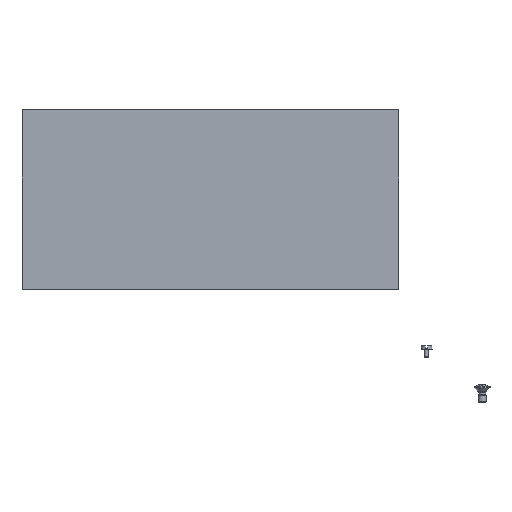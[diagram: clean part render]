
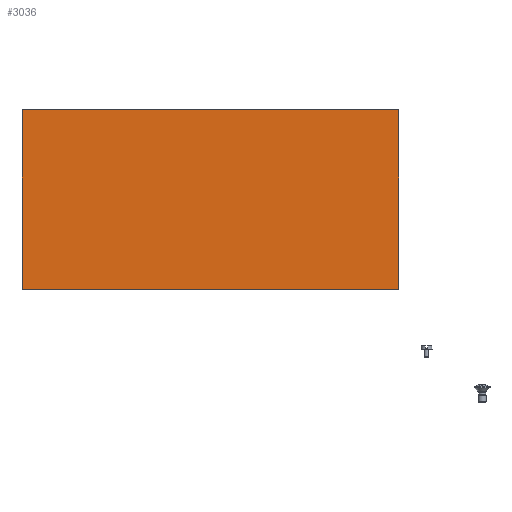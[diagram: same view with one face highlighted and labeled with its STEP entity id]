
A CAD part, left-side view. The second image highlights one B-rep face of the part: STEP entity #3036.
In plain terms, the highlighted planar face has unit normal (-1, 0, 0).
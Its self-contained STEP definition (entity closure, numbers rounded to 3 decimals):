
#125=PLANE('',#3278);
#275=FACE_OUTER_BOUND('',#444,.T.);
#444=EDGE_LOOP('',(#2372,#2373,#2374,#2375));
#667=LINE('',#4609,#1025);
#668=LINE('',#4611,#1026);
#669=LINE('',#4613,#1027);
#670=LINE('',#4614,#1028);
#1025=VECTOR('',#3744,10.);
#1026=VECTOR('',#3745,10.);
#1027=VECTOR('',#3746,10.);
#1028=VECTOR('',#3747,10.);
#1459=VERTEX_POINT('',#4607);
#1460=VERTEX_POINT('',#4608);
#1461=VERTEX_POINT('',#4610);
#1462=VERTEX_POINT('',#4612);
#1800=EDGE_CURVE('',#1459,#1460,#667,.T.);
#1801=EDGE_CURVE('',#1461,#1460,#668,.T.);
#1802=EDGE_CURVE('',#1462,#1461,#669,.T.);
#1803=EDGE_CURVE('',#1459,#1462,#670,.T.);
#2372=ORIENTED_EDGE('',*,*,#1800,.T.);
#2373=ORIENTED_EDGE('',*,*,#1801,.F.);
#2374=ORIENTED_EDGE('',*,*,#1802,.F.);
#2375=ORIENTED_EDGE('',*,*,#1803,.F.);
#3036=ADVANCED_FACE('',(#275),#125,.F.);
#3278=AXIS2_PLACEMENT_3D('',#4606,#3742,#3743);
#3742=DIRECTION('center_axis',(1.,0.,0.));
#3743=DIRECTION('ref_axis',(0.,0.,-1.));
#3744=DIRECTION('',(0.,-1.,0.));
#3745=DIRECTION('',(0.,0.,-1.));
#3746=DIRECTION('',(0.,-1.,0.));
#3747=DIRECTION('',(0.,0.,1.));
#4606=CARTESIAN_POINT('Origin',(23.39,75.,0.));
#4607=CARTESIAN_POINT('',(23.39,75.,0.));
#4608=CARTESIAN_POINT('',(23.39,2.49,0.));
#4609=CARTESIAN_POINT('',(23.39,2.584,0.));
#4610=CARTESIAN_POINT('',(23.39,2.49,34.5));
#4611=CARTESIAN_POINT('',(23.39,2.49,0.));
#4612=CARTESIAN_POINT('',(23.39,75.,34.5));
#4613=CARTESIAN_POINT('',(23.39,56.896,34.5));
#4614=CARTESIAN_POINT('',(23.39,75.,0.));
